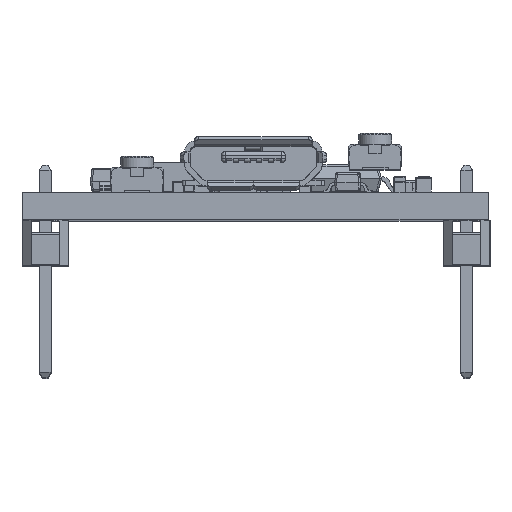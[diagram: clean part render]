
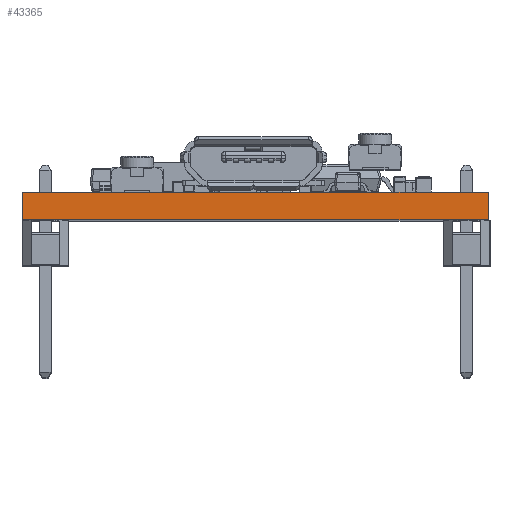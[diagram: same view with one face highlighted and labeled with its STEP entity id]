
A CAD part, top view. The second image highlights one B-rep face of the part: STEP entity #43365.
In plain terms, the highlighted planar face has unit normal (0, 0, 1).
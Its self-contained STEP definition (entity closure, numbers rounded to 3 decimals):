
#6859=LINE('',#78601,#11473);
#6863=LINE('',#78664,#11477);
#6868=LINE('',#78726,#11482);
#6870=LINE('',#78730,#11484);
#11473=VECTOR('',#58568,10.);
#11477=VECTOR('',#58628,10.);
#11482=VECTOR('',#58689,10.);
#11484=VECTOR('',#58695,10.);
#13268=PLANE('',#47203);
#15736=FACE_OUTER_BOUND('',#18359,.T.);
#18359=EDGE_LOOP('',(#40704,#40705,#40706,#40707));
#23154=VERTEX_POINT('',#78599);
#23155=VERTEX_POINT('',#78600);
#23185=VERTEX_POINT('',#78662);
#23186=VERTEX_POINT('',#78663);
#28995=EDGE_CURVE('',#23154,#23155,#6859,.T.);
#29026=EDGE_CURVE('',#23185,#23186,#6863,.T.);
#29058=EDGE_CURVE('',#23154,#23186,#6868,.T.);
#29060=EDGE_CURVE('',#23155,#23185,#6870,.T.);
#40704=ORIENTED_EDGE('',*,*,#29058,.T.);
#40705=ORIENTED_EDGE('',*,*,#29026,.F.);
#40706=ORIENTED_EDGE('',*,*,#29060,.F.);
#40707=ORIENTED_EDGE('',*,*,#28995,.F.);
#43365=ADVANCED_FACE('',(#15736),#13268,.F.);
#47203=AXIS2_PLACEMENT_3D('',#78731,#58696,#58697);
#58568=DIRECTION('',(1.,0.,0.));
#58628=DIRECTION('',(-1.,0.,0.));
#58689=DIRECTION('',(0.,-1.,0.));
#58695=DIRECTION('',(0.,-1.,0.));
#58696=DIRECTION('center_axis',(0.,0.,-1.));
#58697=DIRECTION('ref_axis',(0.,1.,0.));
#78599=CARTESIAN_POINT('',(0.,1.5,48.5));
#78600=CARTESIAN_POINT('',(25.4,1.5,48.5));
#78601=CARTESIAN_POINT('',(12.7,1.5,48.5));
#78662=CARTESIAN_POINT('',(25.4,0.,48.5));
#78663=CARTESIAN_POINT('',(0.,0.,48.5));
#78664=CARTESIAN_POINT('',(12.7,0.,48.5));
#78726=CARTESIAN_POINT('',(0.,0.75,48.5));
#78730=CARTESIAN_POINT('',(25.4,0.75,48.5));
#78731=CARTESIAN_POINT('Origin',(12.7,0.75,48.5));
